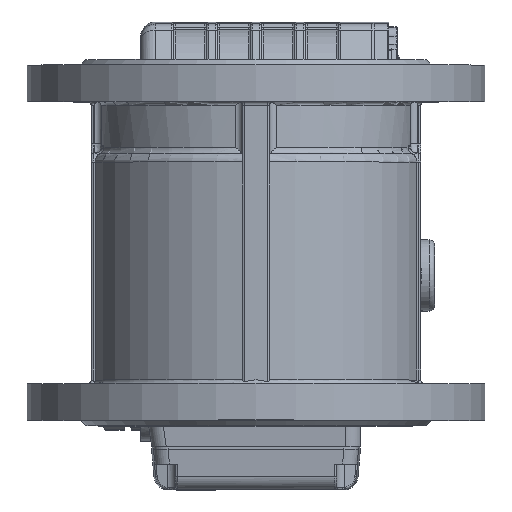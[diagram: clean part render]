
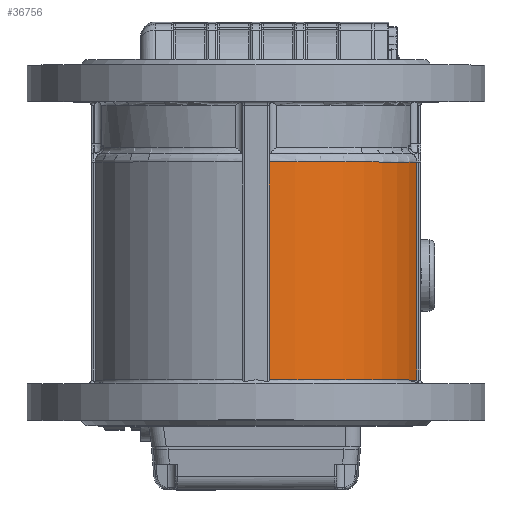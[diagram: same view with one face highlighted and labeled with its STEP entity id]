
A CAD part, top view. The second image highlights one B-rep face of the part: STEP entity #36756.
In plain terms, the highlighted cylindrical face has radius 90 mm (diameter 180 mm), a partial arc.
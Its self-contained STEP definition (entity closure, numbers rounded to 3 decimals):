
#1530=CYLINDRICAL_SURFACE('',#39112,90.);
#2381=CIRCLE('',#39113,90.);
#2382=CIRCLE('',#39114,90.);
#4512=ORIENTED_EDGE('',*,*,#14961,.T.);
#4513=ORIENTED_EDGE('',*,*,#14962,.T.);
#4514=ORIENTED_EDGE('',*,*,#14963,.T.);
#4515=ORIENTED_EDGE('',*,*,#14964,.T.);
#14961=EDGE_CURVE('',#20190,#20191,#23524,.F.);
#14962=EDGE_CURVE('',#20191,#20192,#2381,.F.);
#14963=EDGE_CURVE('',#20192,#20193,#23525,.F.);
#14964=EDGE_CURVE('',#20193,#20190,#2382,.T.);
#20190=VERTEX_POINT('',#54067);
#20191=VERTEX_POINT('',#54068);
#20192=VERTEX_POINT('',#54070);
#20193=VERTEX_POINT('',#54072);
#23524=LINE('',#54066,#26183);
#23525=LINE('',#54071,#26184);
#26183=VECTOR('',#43235,1000.);
#26184=VECTOR('',#43238,1000.);
#28824=EDGE_LOOP('',(#4512,#4513,#4514,#4515));
#31388=FACE_BOUND('',#28824,.T.);
#36756=ADVANCED_FACE('',(#31388),#1530,.T.);
#39112=AXIS2_PLACEMENT_3D('',#54065,#43233,#43234);
#39113=AXIS2_PLACEMENT_3D('',#54069,#43236,#43237);
#39114=AXIS2_PLACEMENT_3D('',#54073,#43239,#43240);
#43233=DIRECTION('',(0.,-1.,0.));
#43234=DIRECTION('',(0.,0.,-1.));
#43235=DIRECTION('',(0.,1.,0.));
#43236=DIRECTION('',(0.,-1.,0.));
#43237=DIRECTION('',(0.,0.,-1.));
#43238=DIRECTION('',(0.,-1.,0.));
#43239=DIRECTION('',(0.,-1.,0.));
#43240=DIRECTION('',(0.,0.,-1.));
#54065=CARTESIAN_POINT('',(0.,-60.,0.));
#54066=CARTESIAN_POINT('',(7.203,44.,89.711));
#54067=CARTESIAN_POINT('',(7.203,44.,89.711));
#54068=CARTESIAN_POINT('',(7.203,-75.,89.711));
#54069=CARTESIAN_POINT('',(0.,-75.,0.));
#54070=CARTESIAN_POINT('',(87.75,-75.,20.));
#54071=CARTESIAN_POINT('',(87.75,-60.,20.));
#54072=CARTESIAN_POINT('',(87.75,44.,20.));
#54073=CARTESIAN_POINT('',(0.,44.,0.));
